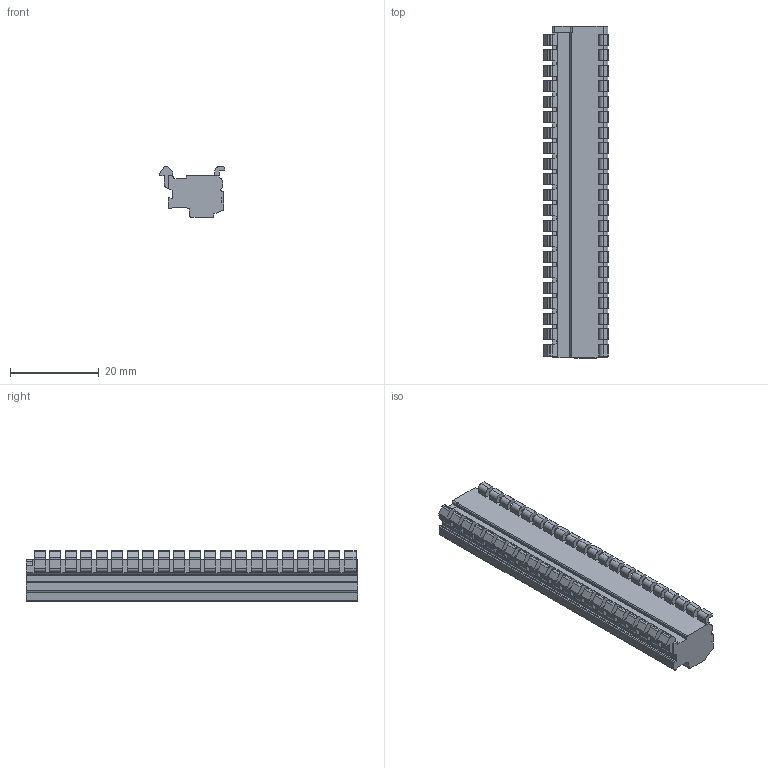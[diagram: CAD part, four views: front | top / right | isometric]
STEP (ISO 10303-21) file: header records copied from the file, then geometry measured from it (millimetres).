
FILE_DESCRIPTION((''),'2;1');
FILE_NAME('0001','2024-10-14T15:38:19',('tluser'),(''),'CREO PARAMETRIC BY PTC INC, 2018100','CREO PARAMETRIC BY PTC INC, 2018100','');
FILE_SCHEMA(('CONFIG_CONTROL_DESIGN'));
Length unit declared in the file: millimetre
Products named in the file (1): 0001
Bounding box: 14.7 x 75 x 11.5 mm (x, y, z)
Volume: 7800.1 mm3; surface area: 4853.7 mm2
Topology: 1 solids, 1 shells, 914 faces, 2549 edges, 1700 vertices
Faces by surface type: plane 621, cylinder 251, cone 42
Entity records: 29572 total; most frequent: CARTESIAN_POINT 5576, ORIENTED_EDGE 5098, DIRECTION 4875, EDGE_CURVE 2549, VECTOR 1919, LINE 1919, VERTEX_POINT 1700, AXIS2_PLACEMENT_3D 1478
